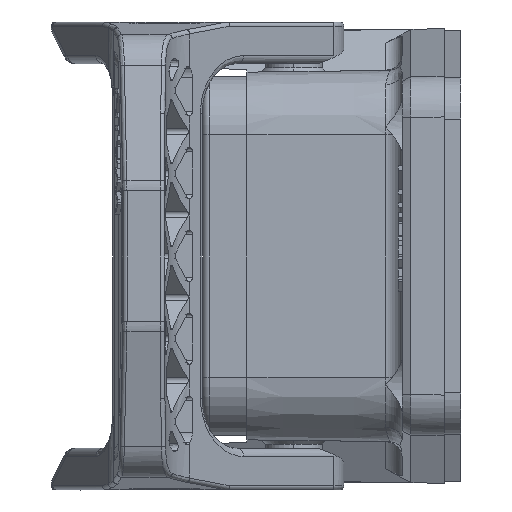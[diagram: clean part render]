
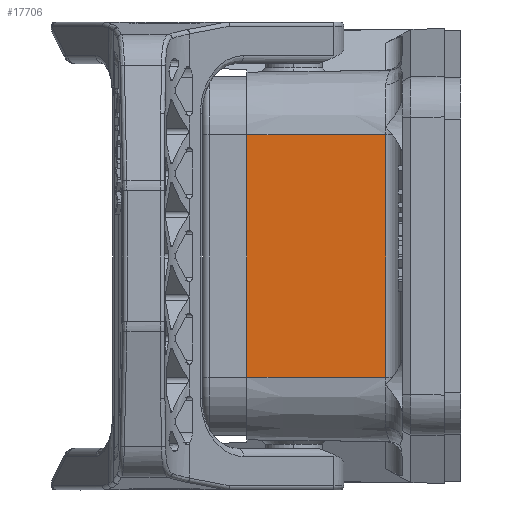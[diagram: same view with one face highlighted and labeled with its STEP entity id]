
A CAD part, left-side view. The second image highlights one B-rep face of the part: STEP entity #17706.
In plain terms, the highlighted planar face has unit normal (-1, 0.012, 0).
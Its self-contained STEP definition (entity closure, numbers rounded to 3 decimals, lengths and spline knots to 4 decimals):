
#317=DIRECTION('',(-0.012,-1.,0.));
#318=VECTOR('',#317,0.6546);
#319=CARTESIAN_POINT('',(-1.4469,0.252,
0.5709));
#320=LINE('',#319,#318);
#346=DIRECTION('',(0.012,1.,0.));
#347=VECTOR('',#346,0.6546);
#348=CARTESIAN_POINT('',(-1.4548,-0.4025,
-0.5709));
#349=LINE('',#348,#347);
#392=DIRECTION('',(0.,0.,1.));
#393=VECTOR('',#392,1.1417);
#394=CARTESIAN_POINT('',(-1.4469,0.252,
-0.5709));
#395=LINE('',#394,#393);
#2056=DIRECTION('',(0.,0.,-1.));
#2057=VECTOR('',#2056,1.1417);
#2058=CARTESIAN_POINT('',(-1.4548,-0.4025,
0.5709));
#2059=LINE('',#2058,#2057);
#15781=CARTESIAN_POINT('',(-1.4548,-0.4025,
0.5709));
#15783=VERTEX_POINT('',#15781);
#16112=CARTESIAN_POINT('',(-1.4548,-0.4025,
-0.5709));
#16113=CARTESIAN_POINT('',(-1.4469,0.252,
-0.5709));
#16114=VERTEX_POINT('',#16112);
#16115=VERTEX_POINT('',#16113);
#16116=CARTESIAN_POINT('',(-1.4469,0.252,
0.5709));
#16117=VERTEX_POINT('',#16116);
#17692=CARTESIAN_POINT('',(-1.4469,0.252,
0.));
#17693=DIRECTION('',(-1.,0.012,0.));
#17694=DIRECTION('',(-0.012,-1.,0.));
#17695=AXIS2_PLACEMENT_3D('',#17692,#17693,#17694);
#17696=PLANE('',#17695);
#17698=ORIENTED_EDGE('',*,*,#17697,.T.);
#17700=ORIENTED_EDGE('',*,*,#17699,.T.);
#17701=ORIENTED_EDGE('',*,*,#17678,.T.);
#17703=ORIENTED_EDGE('',*,*,#17702,.T.);
#17704=EDGE_LOOP('',(#17698,#17700,#17701,#17703));
#17705=FACE_OUTER_BOUND('',#17704,.F.);
#17706=ADVANCED_FACE('',(#17705),#17696,.T.);
#17678=EDGE_CURVE('',#16117,#15783,#320,.T.);
#17697=EDGE_CURVE('',#16114,#16115,#349,.T.);
#17699=EDGE_CURVE('',#16115,#16117,#395,.T.);
#17702=EDGE_CURVE('',#15783,#16114,#2059,.T.);
